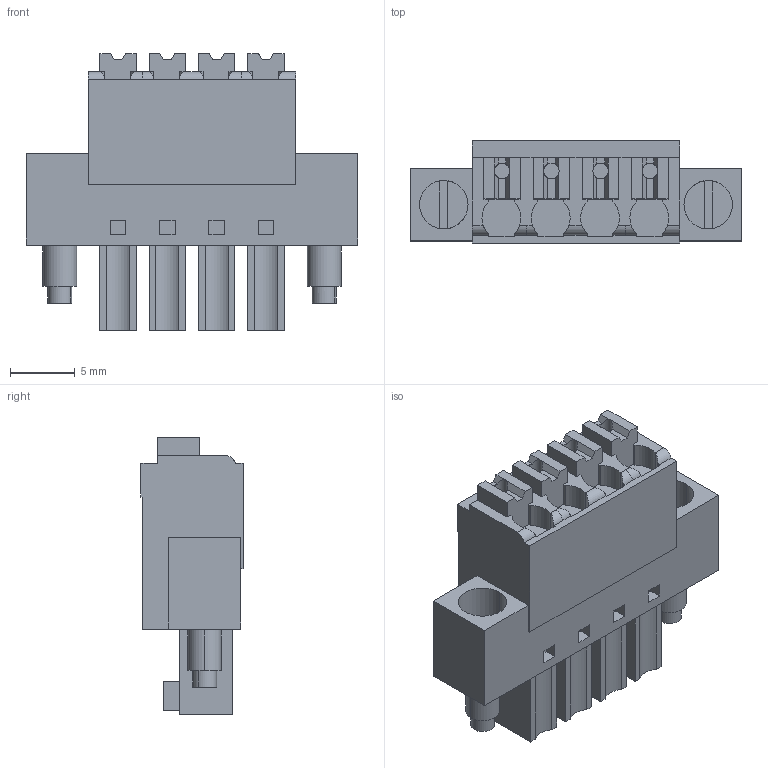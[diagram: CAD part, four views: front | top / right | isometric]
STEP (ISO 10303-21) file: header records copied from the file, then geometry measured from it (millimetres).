
FILE_DESCRIPTION(('CATIA V5 STEP Exchange','CAx-IF Rec.Pracs.--- Model Styling and Organization---1.2---2011-12-15'),'2;1');
FILE_NAME ('D1460674_0', '2017-07-25T13:29:48+00:00', ('none'), ('Weidmueller'), 'CATIA Version 5-6 Release 2014', 'CATIA V5 STEP AP214', 'none');
FILE_SCHEMA(('AUTOMOTIVE_DESIGN { 1 0 10303 214 1 1 1 1 }'));
Length unit declared in the file: millimetre
Products named in the file (1): 1970370000
Bounding box: 25.63 x 7.9 x 21.4 mm (x, y, z)
Volume: 2226.2 mm3; surface area: 2281 mm2
Topology: 7 solids, 7 shells, 296 faces, 772 edges, 512 vertices
Faces by surface type: plane 229, cylinder 67
Entity records: 9006 total; most frequent: CARTESIAN_POINT 1778, ORIENTED_EDGE 1544, DIRECTION 1172, EDGE_CURVE 772, VECTOR 600, LINE 600, VERTEX_POINT 512, AXIS2_PLACEMENT_3D 355
